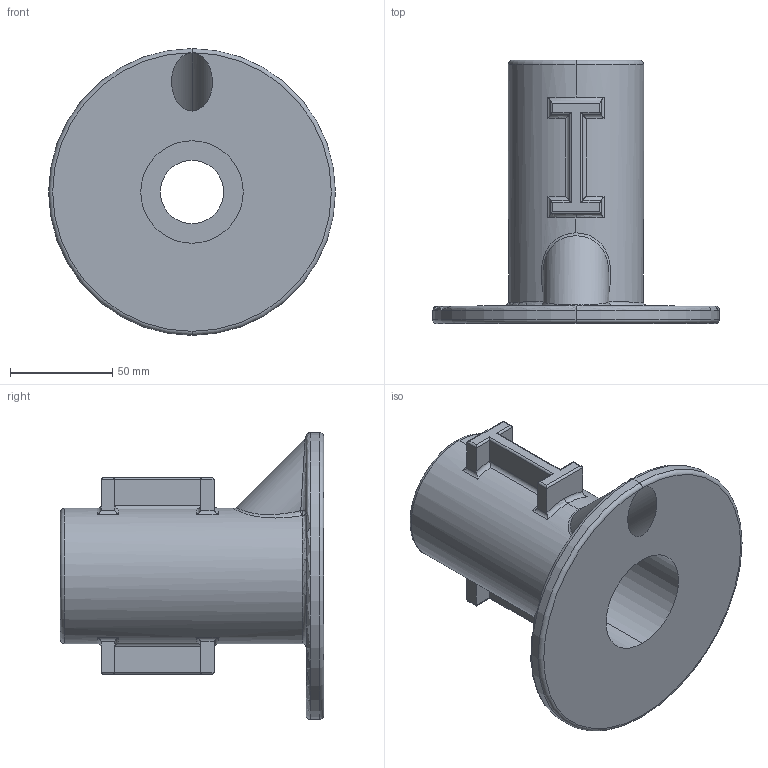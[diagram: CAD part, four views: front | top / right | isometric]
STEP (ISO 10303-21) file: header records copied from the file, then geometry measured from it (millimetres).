
FILE_DESCRIPTION (( 'STEP AP203' ), '1' );
FILE_NAME ('T13400.STEP', '2018-05-22T14:58:53', ( '' ), ( '' ), 'SwSTEP 2.0', 'SolidWorks 2016', '' );
FILE_SCHEMA (( 'CONFIG_CONTROL_DESIGN' ));
Length unit declared in the file: millimetre
Products named in the file (1): T13400
Bounding box: 140 x 128.5 x 140 mm (x, y, z)
Volume: 320129.4 mm3; surface area: 84208.3 mm2
Topology: 1 solids, 1 shells, 108 faces, 274 edges, 166 vertices
Faces by surface type: cylinder 47, plane 30, torus 23, sphere 4, bspline 4
Entity records: 4152 total; most frequent: CARTESIAN_POINT 1647, ORIENTED_EDGE 544, DIRECTION 473, EDGE_CURVE 272, AXIS2_PLACEMENT_3D 182, VERTEX_POINT 166, EDGE_LOOP 112, LINE 109
